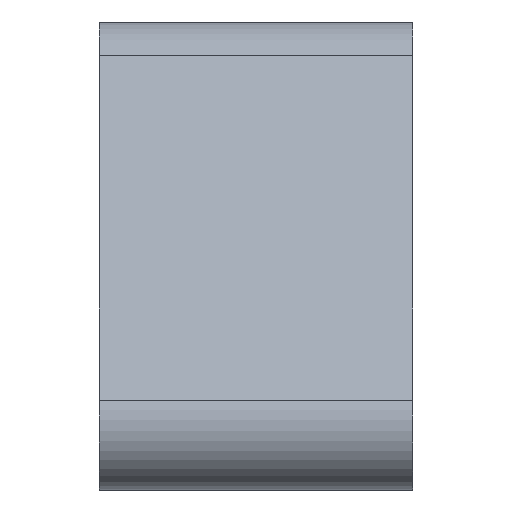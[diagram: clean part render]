
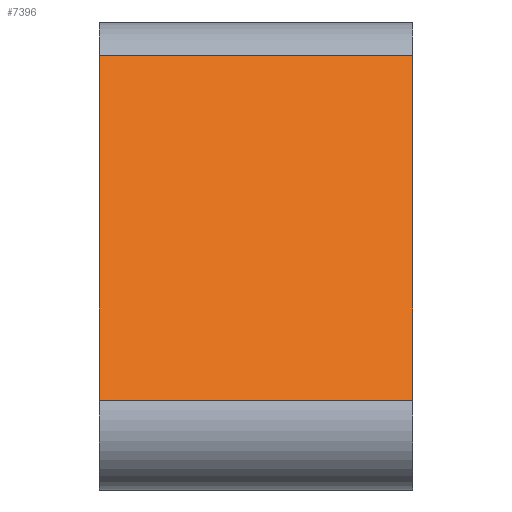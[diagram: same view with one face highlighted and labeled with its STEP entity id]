
A CAD part, left-side view. The second image highlights one B-rep face of the part: STEP entity #7396.
In plain terms, the highlighted planar face has unit normal (-0.888, 0, 0.46).
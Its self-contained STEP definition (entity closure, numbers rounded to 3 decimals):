
#146 = CARTESIAN_POINT ( 'NONE',  ( -1.222, 0.51, 0.042 ) ) ;
#190 = LINE ( 'NONE', #10976, #1612 ) ;
#640 = DIRECTION ( 'NONE',  ( 0., -1., 0. ) ) ;
#961 = FACE_OUTER_BOUND ( 'NONE', #1561, .T. ) ;
#1115 = ORIENTED_EDGE ( 'NONE', *, *, #4393, .F. ) ;
#1372 = VECTOR ( 'NONE', #640, 1000. ) ;
#1538 = AXIS2_PLACEMENT_3D ( 'NONE', #8014, #11481, #3602 ) ;
#1561 = EDGE_LOOP ( 'NONE', ( #8807, #6762, #1115, #8486 ) ) ;
#1612 = VECTOR ( 'NONE', #7536, 1000. ) ;
#1727 = EDGE_CURVE ( 'NONE', #7958, #2774, #8678, .T. ) ;
#2037 = VERTEX_POINT ( 'NONE', #4267 ) ;
#2774 = VERTEX_POINT ( 'NONE', #10041 ) ;
#3063 = LINE ( 'NONE', #4007, #9364 ) ;
#3602 = DIRECTION ( 'NONE',  ( -0.46, 0., -0.888 ) ) ;
#4007 = CARTESIAN_POINT ( 'NONE',  ( -0.642, 0.51, 1.162 ) ) ;
#4083 = EDGE_CURVE ( 'NONE', #2037, #6962, #3063, .T. ) ;
#4267 = CARTESIAN_POINT ( 'NONE',  ( -0.642, 0.51, 1.162 ) ) ;
#4393 = EDGE_CURVE ( 'NONE', #7958, #2037, #11243, .T. ) ;
#6762 = ORIENTED_EDGE ( 'NONE', *, *, #4083, .F. ) ;
#6962 = VERTEX_POINT ( 'NONE', #10520 ) ;
#7396 = ADVANCED_FACE ( 'NONE', ( #961 ), #7951, .F. ) ;
#7536 = DIRECTION ( 'NONE',  ( 0.46, 0., 0.888 ) ) ;
#7818 = CARTESIAN_POINT ( 'NONE',  ( -1.222, 0.51, 0.042 ) ) ;
#7951 = PLANE ( 'NONE',  #1538 ) ;
#7958 = VERTEX_POINT ( 'NONE', #146 ) ;
#8014 = CARTESIAN_POINT ( 'NONE',  ( -1.222, 0.51, 0.042 ) ) ;
#8407 = DIRECTION ( 'NONE',  ( 0., -1., 0. ) ) ;
#8486 = ORIENTED_EDGE ( 'NONE', *, *, #1727, .T. ) ;
#8678 = LINE ( 'NONE', #7818, #1372 ) ;
#8739 = CARTESIAN_POINT ( 'NONE',  ( -1.222, 0.51, 0.042 ) ) ;
#8807 = ORIENTED_EDGE ( 'NONE', *, *, #9017, .T. ) ;
#9017 = EDGE_CURVE ( 'NONE', #2774, #6962, #190, .T. ) ;
#9364 = VECTOR ( 'NONE', #8407, 1000. ) ;
#9505 = DIRECTION ( 'NONE',  ( 0.46, 0., 0.888 ) ) ;
#10041 = CARTESIAN_POINT ( 'NONE',  ( -1.222, -0.51, 0.042 ) ) ;
#10520 = CARTESIAN_POINT ( 'NONE',  ( -0.642, -0.51, 1.162 ) ) ;
#10976 = CARTESIAN_POINT ( 'NONE',  ( -1.222, -0.51, 0.042 ) ) ;
#11206 = VECTOR ( 'NONE', #9505, 1000. ) ;
#11243 = LINE ( 'NONE', #8739, #11206 ) ;
#11481 = DIRECTION ( 'NONE',  ( 0.888, 0., -0.46 ) ) ;
